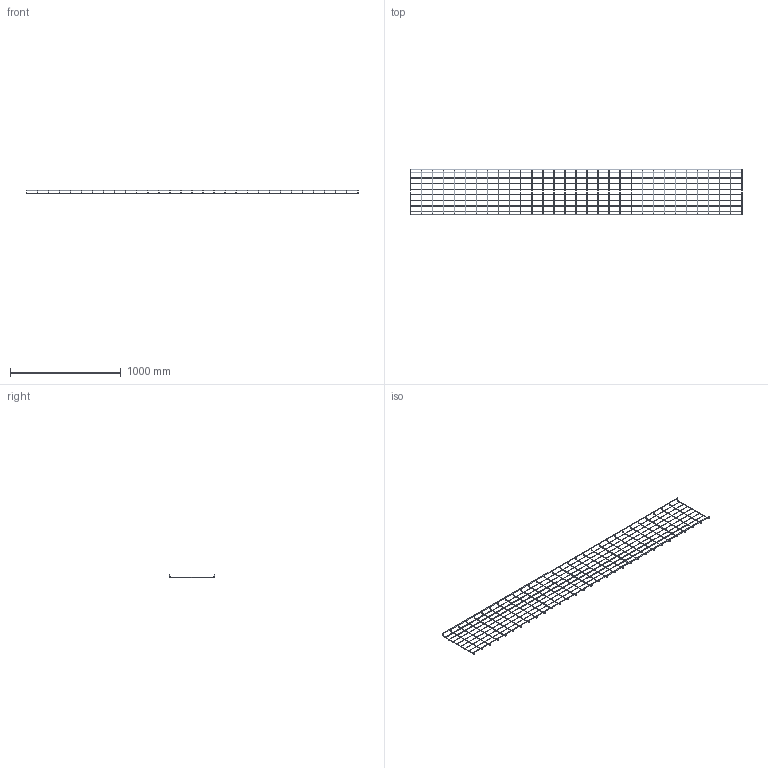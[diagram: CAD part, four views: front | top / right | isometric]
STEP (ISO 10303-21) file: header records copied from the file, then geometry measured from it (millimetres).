
FILE_DESCRIPTION(/* description */ (''),/* implementation_level */ '2;1');
FILE_NAME(/* name */ '348006.stp',/* time_stamp */ '2025-12-05T15:26:18+01:00',/* author */ ('mael.lecharpentier'),/* organization */ (''),/* preprocessor_version */ 'ST-DEVELOPER v20',/* originating_system */ 'AutoCAD Mechanical',/* authorisation */ '');
FILE_SCHEMA (('AUTOMOTIVE_DESIGN { 1 0 10303 214 3 1 1 }'));
Length unit declared in the file: millimetre
Products named in the file (1): Product
Bounding box: 3004.4 x 410.3 x 33.88 mm (x, y, z)
Volume: 660411.6 mm3; surface area: 597112.7 mm2
Topology: 41 solids, 41 shells, 247 faces, 495 edges, 330 vertices
Faces by surface type: cylinder 103, plane 82, torus 62
Full cylindrical faces by diameter (mm): 3.9 x8, 4.4 x93, 5.9 x2
Entity records: 6651 total; most frequent: DIRECTION 1383, CARTESIAN_POINT 1073, ORIENTED_EDGE 990, AXIS2_PLACEMENT_3D 640, EDGE_CURVE 495, CIRCLE 392, VERTEX_POINT 330, FACE_OUTER_BOUND 247
